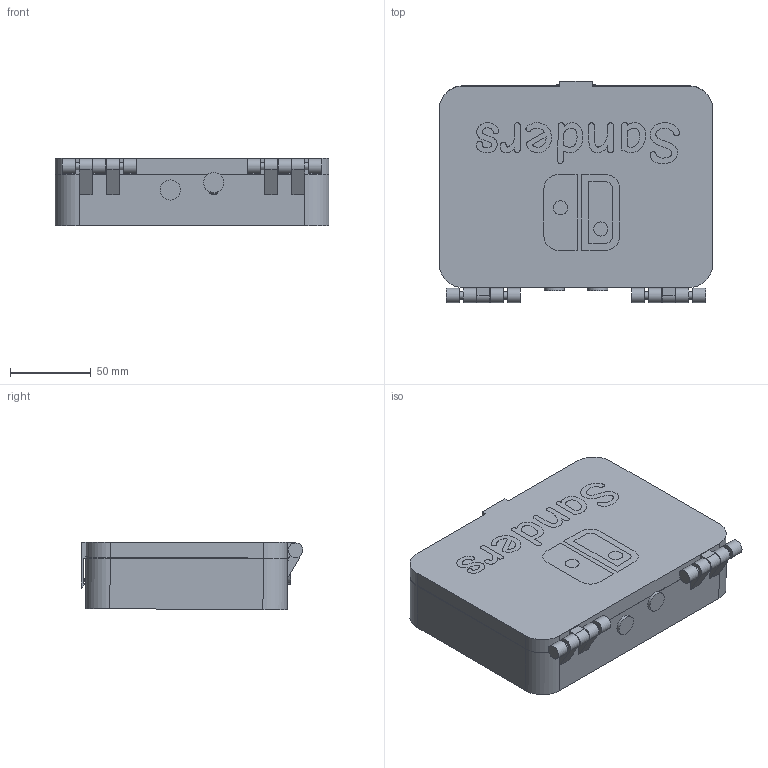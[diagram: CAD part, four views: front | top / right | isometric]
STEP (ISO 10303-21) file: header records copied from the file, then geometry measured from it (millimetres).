
FILE_DESCRIPTION(/* description */ ('STEP AP242','CAx-IF Rec.Pracs.---Representation and Presentation of Product Manufacturing Information (PMI)---4.0---2014-10-13','CAx-IF Rec.Pracs.---3D Tessellated Geometry---0.4---2014-09-14','2;1'),/* implementation_level */ '2;1');
FILE_NAME(/* name */ '66a01dc9fa134e39c09b9e08',/* time_stamp */ '2024-07-23T21:16:58Z',/* author */ (''),/* organization */ (''),/* preprocessor_version */ 'ST-DEVELOPER v20',/* originating_system */ ' ',/* authorisation */ ' ');
FILE_SCHEMA (('AP242_MANAGED_MODEL_BASED_3D_ENGINEERING_MIM_LF { 1 0 10303 442 1 1 4 }'));
Length unit declared in the file: metre
Products named in the file (24): Case Assembly; Part 1; Part 12; Part 10; Part 3; Part 4; Part 7; Part 2; Part 6; Part 8; Part 13; Part 5; Part 11; Part 9
Assembly tree (30 placements, depth 2):
  Case Assembly
    Part 1
    Part 1  x2
    Part 1  x2
    Part 12
    Part 10
    Part 3
    Part 4
    Part 7
    Part 2  x4
    Part 2
    Part 1  x2
    Part 1
    Part 2
    Part 6
    Part 8
    Part 1  x2
    Part 13
    Part 5
    Part 5
    Part 3
    Part 4
    Part 11
    Part 9
Bounding box: 170 x 137.5 x 41.97 mm (x, y, z)
Volume: 570405.4 mm3; surface area: 162133.3 mm2
Topology: 30 solids, 30 shells, 792 faces, 2072 edges, 1365 vertices
Faces by surface type: bspline 382, plane 276, cylinder 122, torus 8, sphere 4
Full cylindrical faces by diameter (mm): 3 x2, 3.6 x2, 4.4 x2, 4.6 x4, 4.65 x2, 5 x6, 5.6 x2, 6 x14, 8.808 x4, 9 x4, 12.5 x2
Entity records: 24182 total; most frequent: CARTESIAN_POINT 8279, ORIENTED_EDGE 3730, DIRECTION 2033, EDGE_CURVE 1865, VERTEX_POINT 1250, LINE 889, VECTOR 889, EDGE_LOOP 815
